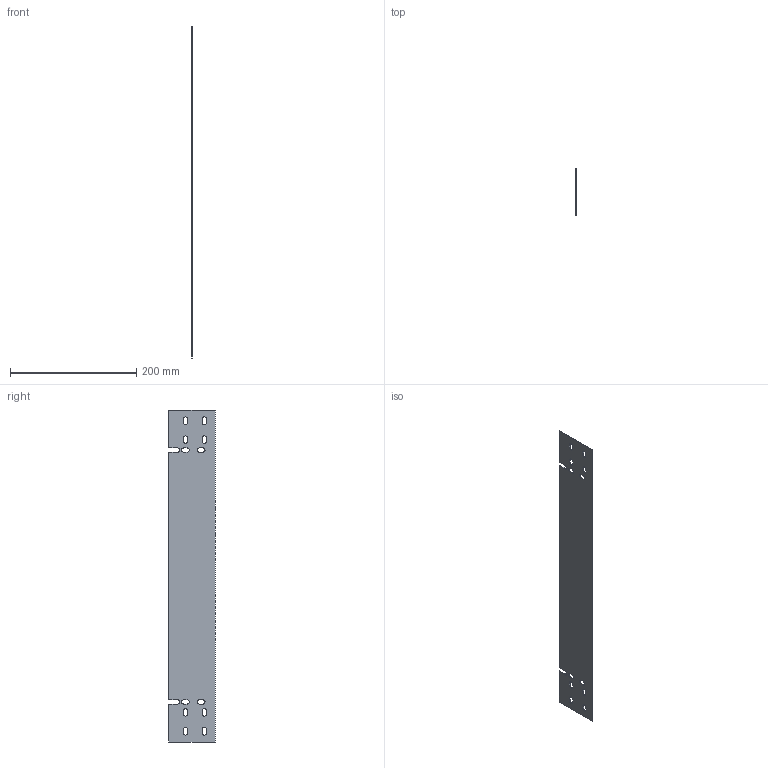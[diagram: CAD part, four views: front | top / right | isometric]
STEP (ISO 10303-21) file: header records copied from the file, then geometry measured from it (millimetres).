
FILE_DESCRIPTION (( 'STEP AP203' ), '1' );
FILE_NAME ('Ïåðåõîäíèê ïî øèðèíå óïðîùåííûé_LR8400.STEP', '2012-11-13T08:01:41', ( 'Àñååâ' ), ( '' ), 'SwSTEP 2.0', 'SolidWorks 2012', '' );
FILE_SCHEMA (( 'CONFIG_CONTROL_DESIGN' ));
Length unit declared in the file: millimetre
Products named in the file (1): 襄疱躅漤桕 镱 痂礤 箫痤眄_LR8400
Bounding box: 1.5 x 74.21 x 526 mm (x, y, z)
Volume: 56872.8 mm3; surface area: 78304.2 mm2
Topology: 1 solids, 1 shells, 62 faces, 180 edges, 120 vertices
Faces by surface type: plane 36, cylinder 26
Entity records: 2181 total; most frequent: CARTESIAN_POINT 363, ORIENTED_EDGE 360, DIRECTION 358, EDGE_CURVE 180, LINE 128, VECTOR 128, VERTEX_POINT 120, AXIS2_PLACEMENT_3D 115
